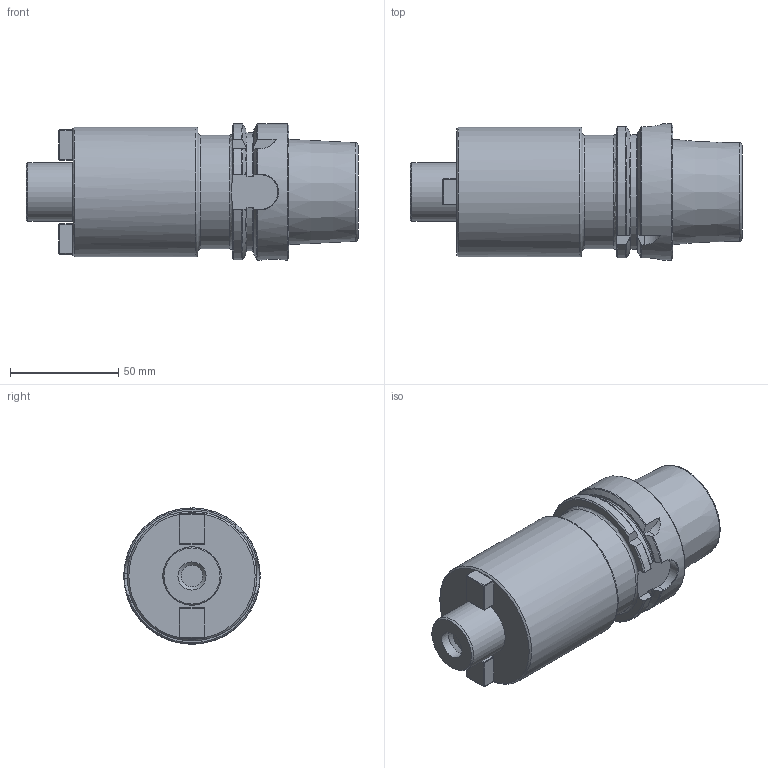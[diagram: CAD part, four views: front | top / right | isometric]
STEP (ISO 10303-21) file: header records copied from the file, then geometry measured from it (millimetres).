
FILE_DESCRIPTION(/* description */ (''),/* implementation_level */ '2;1');
FILE_NAME(/* name */ 'AHSKA63-FM-27-100.stp',/* time_stamp */ '2024-12-16T15:30:48+03:00',/* author */ (''),/* organization */ (''),/* preprocessor_version */ 'ST-DEVELOPER v19.4',/* originating_system */ 'SIEMENS PLM Software NX2306.3001',/* authorisation */ '');
FILE_SCHEMA (('AUTOMOTIVE_DESIGN { 1 0 10303 214 3 1 1 1 }'));
Length unit declared in the file: millimetre
Products named in the file (1): AHSKA63-FM-27-100-light_objects
Bounding box: 153.5 x 63 x 63 mm (x, y, z)
Volume: 342539.2 mm3; surface area: 33860.5 mm2
Topology: 1 solids, 1 shells, 123 faces, 313 edges, 196 vertices
Faces by surface type: plane 72, cone 18, cylinder 15, torus 15, bspline 3
Full cylindrical faces by diameter (mm): 10 x1, 13 x1, 27 x1, 52.6 x1, 60 x1, 63 x1
Entity records: 3988 total; most frequent: CARTESIAN_POINT 1244, ORIENTED_EDGE 568, DIRECTION 512, EDGE_CURVE 284, VERTEX_POINT 188, AXIS2_PLACEMENT_3D 188, EDGE_LOOP 147, LINE 136
